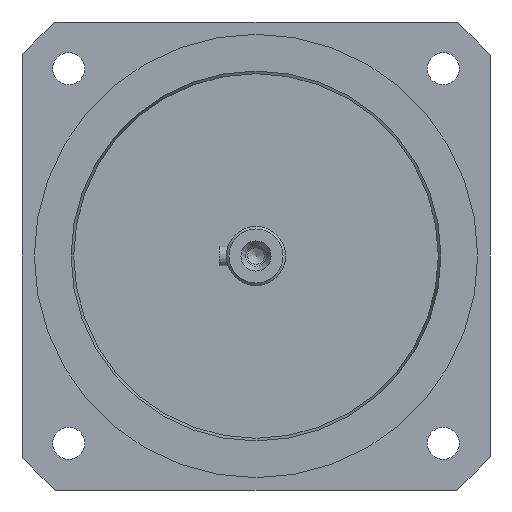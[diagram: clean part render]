
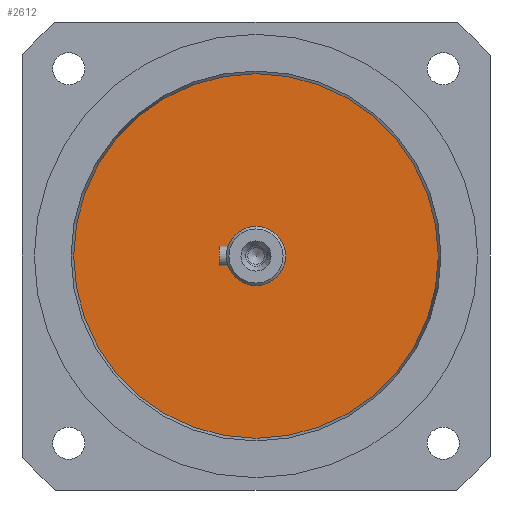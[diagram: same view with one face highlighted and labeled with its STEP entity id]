
A CAD part, left-side view. The second image highlights one B-rep face of the part: STEP entity #2612.
In plain terms, the highlighted planar face has unit normal (-1, 0, 0).
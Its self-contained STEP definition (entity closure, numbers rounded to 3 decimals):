
#1997=CARTESIAN_POINT('',(-70.,0.,12.));
#1998=VERTEX_POINT('',#1997);
#1999=CARTESIAN_POINT('',(-70.,0.0,0.0));
#2000=DIRECTION('',(1.0,0.0,0.0));
#2001=DIRECTION('',(0.0,0.0,-1.0));
#2002=AXIS2_PLACEMENT_3D('',#1999,#2000,#2001);
#2003=CIRCLE('',#2002,12.);
#2004=EDGE_CURVE('',#1998,#1998,#2003,.T.);
#2586=CARTESIAN_POINT('',(-70.,74.0,0.0));
#2587=VERTEX_POINT('',#2586);
#2588=CARTESIAN_POINT('',(-70.,0.0,0.0));
#2589=DIRECTION('',(-1.0,0.0,0.0));
#2590=DIRECTION('',(0.0,1.0,0.0));
#2591=AXIS2_PLACEMENT_3D('',#2588,#2589,#2590);
#2592=CIRCLE('',#2591,74.0);
#2593=EDGE_CURVE('',#2587,#2587,#2592,.T.);
#2601=CARTESIAN_POINT('',(-70.,37.0,0.0));
#2602=DIRECTION('',(-1.0,0.0,0.0));
#2603=DIRECTION('',(0.0,0.0,1.0));
#2604=AXIS2_PLACEMENT_3D('',#2601,#2602,#2603);
#2605=PLANE('',#2604);
#2606=ORIENTED_EDGE('',*,*,#2593,.T.);
#2607=EDGE_LOOP('',(#2606));
#2608=FACE_OUTER_BOUND('',#2607,.T.);
#2609=ORIENTED_EDGE('',*,*,#2004,.T.);
#2610=EDGE_LOOP('',(#2609));
#2611=FACE_BOUND('',#2610,.T.);
#2612=ADVANCED_FACE('',(#2608,#2611),#2605,.T.);
